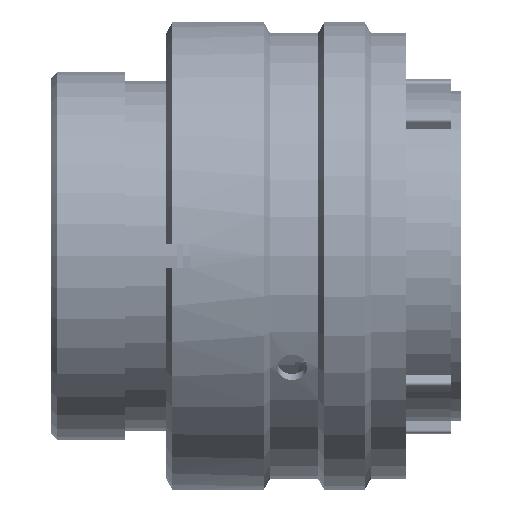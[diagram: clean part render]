
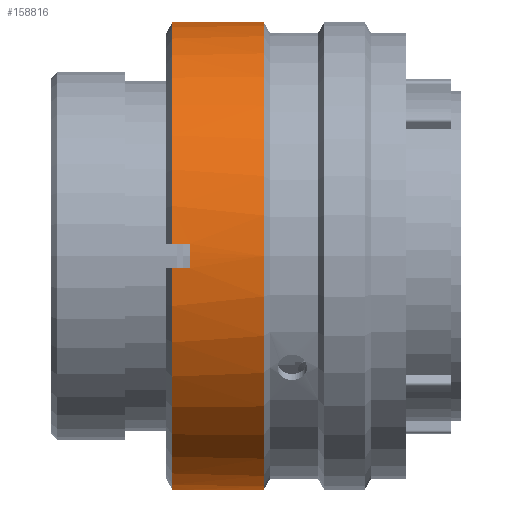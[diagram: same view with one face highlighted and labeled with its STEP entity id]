
A CAD part, front view. The second image highlights one B-rep face of the part: STEP entity #158816.
In plain terms, the highlighted cylindrical face has radius 19.05 mm (diameter 38.1 mm), a partial arc.
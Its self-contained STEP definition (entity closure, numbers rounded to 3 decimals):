
#1069 = CIRCLE ( 'NONE', #181707, 19.05 ) ;
#2844 = DIRECTION ( 'NONE',  ( 1., 0., 0. ) ) ;
#4060 = CIRCLE ( 'NONE', #191601, 19.05 ) ;
#5879 = CARTESIAN_POINT ( 'NONE',  ( 11.278, 0., 0. ) ) ;
#7045 = CARTESIAN_POINT ( 'NONE',  ( 28.928, 0., 19.05 ) ) ;
#7534 = CARTESIAN_POINT ( 'NONE',  ( 28.928, -19.024, -1. ) ) ;
#12005 = ORIENTED_EDGE ( 'NONE', *, *, #46035, .T. ) ;
#12387 = ORIENTED_EDGE ( 'NONE', *, *, #173230, .T. ) ;
#15003 = ORIENTED_EDGE ( 'NONE', *, *, #178244, .T. ) ;
#15469 = VERTEX_POINT ( 'NONE', #59302 ) ;
#17152 = VERTEX_POINT ( 'NONE', #32447 ) ;
#20324 = DIRECTION ( 'NONE',  ( 0., 0., -1. ) ) ;
#21632 = CARTESIAN_POINT ( 'NONE',  ( 11.278, -1., 19.024 ) ) ;
#22415 = EDGE_LOOP ( 'NONE', ( #199461, #73192, #172665, #82527, #63389, #12387, #12005, #15003, #95569, #101964, #153799, #185047 ) ) ;
#22536 = EDGE_CURVE ( 'NONE', #39316, #52305, #36282, .T. ) ;
#24423 = AXIS2_PLACEMENT_3D ( 'NONE', #122461, #188921, #57263 ) ;
#28342 = DIRECTION ( 'NONE',  ( 0., 0., -1. ) ) ;
#30692 = LINE ( 'NONE', #197993, #212913 ) ;
#31921 = CIRCLE ( 'NONE', #191580, 19.05 ) ;
#32447 = CARTESIAN_POINT ( 'NONE',  ( 11.278, -1., -19.024 ) ) ;
#33375 = CARTESIAN_POINT ( 'NONE',  ( 9.878, -19.024, 1. ) ) ;
#36282 = LINE ( 'NONE', #57817, #204120 ) ;
#38557 = DIRECTION ( 'NONE',  ( 0., 0., 1. ) ) ;
#39316 = VERTEX_POINT ( 'NONE', #33375 ) ;
#46035 = EDGE_CURVE ( 'NONE', #165075, #15469, #91210, .T. ) ;
#50694 = DIRECTION ( 'NONE',  ( 1., 0., 0. ) ) ;
#50928 = CARTESIAN_POINT ( 'NONE',  ( 9.878, -1., -19.024 ) ) ;
#52305 = VERTEX_POINT ( 'NONE', #141924 ) ;
#52817 = CARTESIAN_POINT ( 'NONE',  ( 9.878, 0., 0. ) ) ;
#52891 = CARTESIAN_POINT ( 'NONE',  ( 9.878, 0., 0. ) ) ;
#52938 = LINE ( 'NONE', #53991, #213198 ) ;
#53991 = CARTESIAN_POINT ( 'NONE',  ( 28.928, 0., -19.05 ) ) ;
#54252 = CARTESIAN_POINT ( 'NONE',  ( 11.278, 0., -19.05 ) ) ;
#57263 = DIRECTION ( 'NONE',  ( 0., 0., 1. ) ) ;
#57817 = CARTESIAN_POINT ( 'NONE',  ( 28.928, -19.024, 1. ) ) ;
#59302 = CARTESIAN_POINT ( 'NONE',  ( 9.878, -19.024, -1. ) ) ;
#63389 = ORIENTED_EDGE ( 'NONE', *, *, #22536, .T. ) ;
#65983 = DIRECTION ( 'NONE',  ( 1., 0., 0. ) ) ;
#67497 = DIRECTION ( 'NONE',  ( -1., 0., 0. ) ) ;
#69571 = VECTOR ( 'NONE', #73288, 1000. ) ;
#72668 = CARTESIAN_POINT ( 'NONE',  ( 11.278, 0., 0. ) ) ;
#73192 = ORIENTED_EDGE ( 'NONE', *, *, #100953, .T. ) ;
#73234 = EDGE_CURVE ( 'NONE', #182579, #104357, #4060, .T. ) ;
#73288 = DIRECTION ( 'NONE',  ( 1., 0., 0. ) ) ;
#74821 = AXIS2_PLACEMENT_3D ( 'NONE', #167264, #118161, #84531 ) ;
#80050 = EDGE_CURVE ( 'NONE', #100763, #104357, #52938, .T. ) ;
#82527 = ORIENTED_EDGE ( 'NONE', *, *, #125235, .T. ) ;
#84417 = CARTESIAN_POINT ( 'NONE',  ( 28.928, -1., -19.024 ) ) ;
#84531 = DIRECTION ( 'NONE',  ( 0., 0., -1. ) ) ;
#89003 = EDGE_CURVE ( 'NONE', #193658, #182579, #89649, .T. ) ;
#89649 = LINE ( 'NONE', #7045, #69571 ) ;
#90275 = DIRECTION ( 'NONE',  ( 1., 0., 0. ) ) ;
#91210 = LINE ( 'NONE', #7534, #167286 ) ;
#94619 = CARTESIAN_POINT ( 'NONE',  ( 11.278, 0., 19.05 ) ) ;
#95569 = ORIENTED_EDGE ( 'NONE', *, *, #204405, .T. ) ;
#97607 = CYLINDRICAL_SURFACE ( 'NONE', #74821, 19.05 ) ;
#100763 = VERTEX_POINT ( 'NONE', #54252 ) ;
#100953 = EDGE_CURVE ( 'NONE', #193658, #153481, #169465, .T. ) ;
#101964 = ORIENTED_EDGE ( 'NONE', *, *, #107299, .T. ) ;
#104357 = VERTEX_POINT ( 'NONE', #161854 ) ;
#107299 = EDGE_CURVE ( 'NONE', #17152, #100763, #118061, .T. ) ;
#108739 = EDGE_CURVE ( 'NONE', #153481, #154276, #30692, .T. ) ;
#110790 = CARTESIAN_POINT ( 'NONE',  ( 17.298, 0., 0. ) ) ;
#114093 = CARTESIAN_POINT ( 'NONE',  ( 9.878, -1., 19.024 ) ) ;
#118061 = CIRCLE ( 'NONE', #24423, 19.05 ) ;
#118161 = DIRECTION ( 'NONE',  ( 1., 0., 0. ) ) ;
#122461 = CARTESIAN_POINT ( 'NONE',  ( 11.278, 0., 0. ) ) ;
#124796 = DIRECTION ( 'NONE',  ( 1., 0., 0. ) ) ;
#125235 = EDGE_CURVE ( 'NONE', #154276, #39316, #31921, .T. ) ;
#131270 = CIRCLE ( 'NONE', #169684, 19.05 ) ;
#136310 = DIRECTION ( 'NONE',  ( 1., 0., 0. ) ) ;
#136508 = LINE ( 'NONE', #84417, #197159 ) ;
#141924 = CARTESIAN_POINT ( 'NONE',  ( 11.278, -19.024, 1. ) ) ;
#148592 = DIRECTION ( 'NONE',  ( 0., 0., -1. ) ) ;
#153481 = VERTEX_POINT ( 'NONE', #21632 ) ;
#153625 = DIRECTION ( 'NONE',  ( 1., 0., 0. ) ) ;
#153799 = ORIENTED_EDGE ( 'NONE', *, *, #80050, .T. ) ;
#154276 = VERTEX_POINT ( 'NONE', #114093 ) ;
#158816 = ADVANCED_FACE ( 'NONE', ( #183570 ), #97607, .T. ) ;
#161854 = CARTESIAN_POINT ( 'NONE',  ( 17.298, 0., -19.05 ) ) ;
#165075 = VERTEX_POINT ( 'NONE', #191017 ) ;
#167264 = CARTESIAN_POINT ( 'NONE',  ( 28.928, 0., 0. ) ) ;
#167286 = VECTOR ( 'NONE', #176139, 1000. ) ;
#169465 = CIRCLE ( 'NONE', #196962, 19.05 ) ;
#169684 = AXIS2_PLACEMENT_3D ( 'NONE', #52891, #65983, #20324 ) ;
#170454 = DIRECTION ( 'NONE',  ( 1., 0., 0. ) ) ;
#172665 = ORIENTED_EDGE ( 'NONE', *, *, #108739, .T. ) ;
#173230 = EDGE_CURVE ( 'NONE', #52305, #165075, #1069, .T. ) ;
#176139 = DIRECTION ( 'NONE',  ( -1., 0., 0. ) ) ;
#178244 = EDGE_CURVE ( 'NONE', #15469, #198223, #131270, .T. ) ;
#181707 = AXIS2_PLACEMENT_3D ( 'NONE', #5879, #136310, #38557 ) ;
#181749 = CARTESIAN_POINT ( 'NONE',  ( 17.298, 0., 19.05 ) ) ;
#182579 = VERTEX_POINT ( 'NONE', #181749 ) ;
#183570 = FACE_OUTER_BOUND ( 'NONE', #22415, .T. ) ;
#185047 = ORIENTED_EDGE ( 'NONE', *, *, #73234, .F. ) ;
#188921 = DIRECTION ( 'NONE',  ( 1., 0., 0. ) ) ;
#191017 = CARTESIAN_POINT ( 'NONE',  ( 11.278, -19.024, -1. ) ) ;
#191234 = DIRECTION ( 'NONE',  ( 0., 0., 1. ) ) ;
#191580 = AXIS2_PLACEMENT_3D ( 'NONE', #52817, #50694, #148592 ) ;
#191601 = AXIS2_PLACEMENT_3D ( 'NONE', #110790, #90275, #28342 ) ;
#193658 = VERTEX_POINT ( 'NONE', #94619 ) ;
#196962 = AXIS2_PLACEMENT_3D ( 'NONE', #72668, #124796, #191234 ) ;
#197159 = VECTOR ( 'NONE', #2844, 1000. ) ;
#197993 = CARTESIAN_POINT ( 'NONE',  ( 28.928, -1., 19.024 ) ) ;
#198223 = VERTEX_POINT ( 'NONE', #50928 ) ;
#199461 = ORIENTED_EDGE ( 'NONE', *, *, #89003, .F. ) ;
#204120 = VECTOR ( 'NONE', #153625, 1000. ) ;
#204405 = EDGE_CURVE ( 'NONE', #198223, #17152, #136508, .T. ) ;
#212913 = VECTOR ( 'NONE', #67497, 1000. ) ;
#213198 = VECTOR ( 'NONE', #170454, 1000. ) ;
